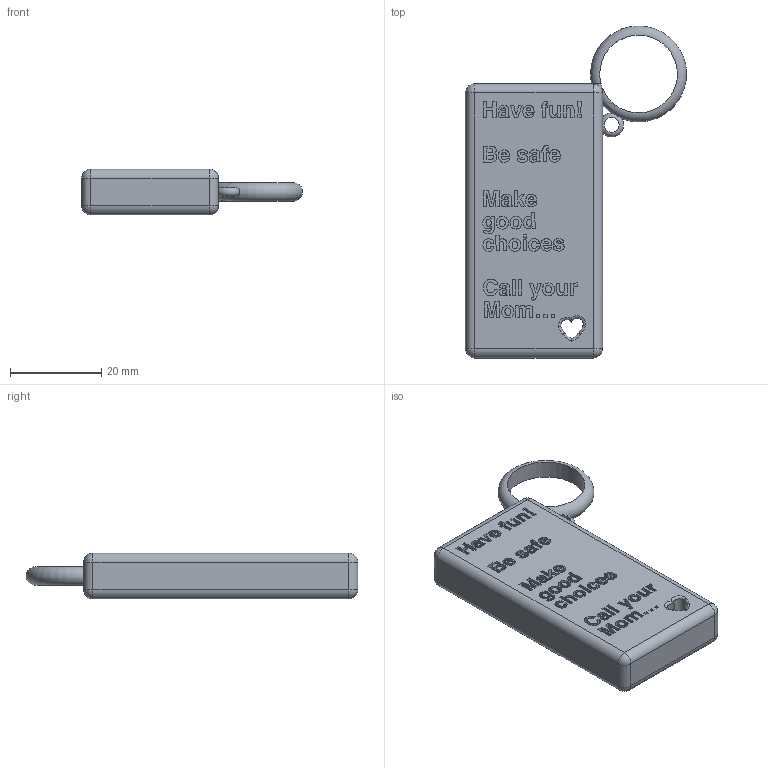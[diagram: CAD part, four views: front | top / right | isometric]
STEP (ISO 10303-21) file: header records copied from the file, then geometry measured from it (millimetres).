
FILE_DESCRIPTION(/* description */ (''),/* implementation_level */ '2;1');
FILE_NAME(/* name */ 'Fidget for Noah v7.step',/* time_stamp */ '2023-08-08T20:49:23-04:00',/* author */ (''),/* organization */ (''),/* preprocessor_version */ 'ST-DEVELOPER v20',/* originating_system */ 'Autodesk Translation Framework v12.9.0.99',/* authorisation */ '');
FILE_SCHEMA (('AUTOMOTIVE_DESIGN { 1 0 10303 214 3 1 1 }'));
Length unit declared in the file: millimetre
Products named in the file (1): Fidget for Noah
Bounding box: 48.39 x 72.66 x 10 mm (x, y, z)
Volume: 17538.6 mm3; surface area: 6962.9 mm2
Topology: 1 solids, 1 shells, 894 faces, 2463 edges, 1632 vertices
Faces by surface type: bspline 534, plane 317, cylinder 19, torus 16, sphere 8
Full cylindrical faces by diameter (mm): 3.24 x1, 17 x1
Entity records: 33599 total; most frequent: CARTESIAN_POINT 14494, ORIENTED_EDGE 4926, EDGE_CURVE 2463, DIRECTION 2144, VERTEX_POINT 1632, LINE 1308, VECTOR 1308, B_SPLINE_CURVE_WITH_KNOTS 1098
